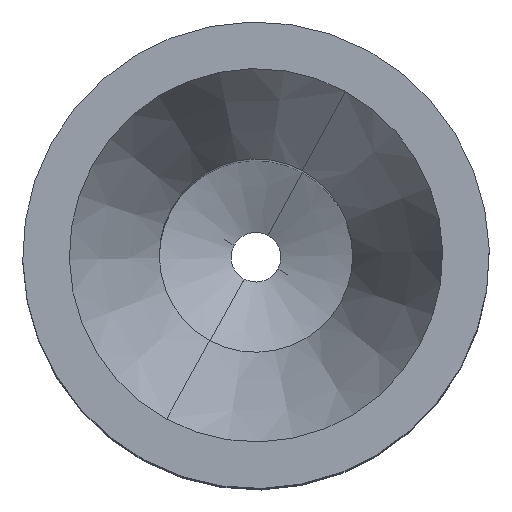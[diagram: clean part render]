
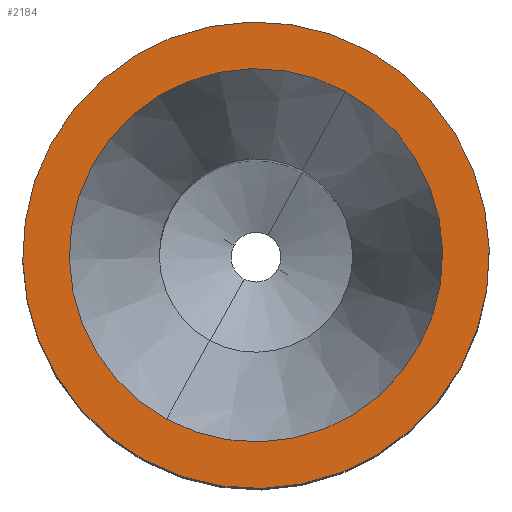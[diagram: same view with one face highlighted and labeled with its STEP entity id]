
A CAD part, top view. The second image highlights one B-rep face of the part: STEP entity #2184.
In plain terms, the highlighted planar face has unit normal (0, 0, 1).
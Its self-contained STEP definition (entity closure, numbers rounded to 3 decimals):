
#2061=AXIS2_PLACEMENT_3D('Circle Axis2P3D',#2059,#2060,$) ;
#2147=AXIS2_PLACEMENT_3D('Circle Axis2P3D',#2145,#2146,$) ;
#2160=AXIS2_PLACEMENT_3D('Plane Axis2P3D',#2157,#2158,#2159) ;
#2164=AXIS2_PLACEMENT_3D('Circle Axis2P3D',#2162,#2163,$) ;
#2173=AXIS2_PLACEMENT_3D('Circle Axis2P3D',#2171,#2172,$) ;
#2056=CARTESIAN_POINT('Vertex',(1.079,0.521,21.6)) ;
#2059=CARTESIAN_POINT('Axis2P3D Location',(1.75,1.75,21.6)) ;
#2063=CARTESIAN_POINT('Vertex',(2.421,2.979,21.6)) ;
#2145=CARTESIAN_POINT('Axis2P3D Location',(1.75,1.75,21.6)) ;
#2157=CARTESIAN_POINT('Axis2P3D Location',(1.75,3.15,21.6)) ;
#2162=CARTESIAN_POINT('Axis2P3D Location',(1.75,1.75,21.6)) ;
#2166=CARTESIAN_POINT('Vertex',(2.589,3.286,21.6)) ;
#2168=CARTESIAN_POINT('Vertex',(0.911,0.214,21.6)) ;
#2171=CARTESIAN_POINT('Axis2P3D Location',(1.75,1.75,21.6)) ;
#2060=DIRECTION('Axis2P3D Direction',(0.,0.,1.)) ;
#2146=DIRECTION('Axis2P3D Direction',(0.,-0.,1.)) ;
#2158=DIRECTION('Axis2P3D Direction',(0.,0.,-1.)) ;
#2159=DIRECTION('Axis2P3D XDirection',(1.,0.,0.)) ;
#2163=DIRECTION('Axis2P3D Direction',(0.,0.,-1.)) ;
#2172=DIRECTION('Axis2P3D Direction',(0.,0.,-1.)) ;
#2177=ORIENTED_EDGE('',*,*,#2170,.F.) ;
#2178=ORIENTED_EDGE('',*,*,#2175,.F.) ;
#2181=ORIENTED_EDGE('',*,*,#2149,.T.) ;
#2182=ORIENTED_EDGE('',*,*,#2065,.T.) ;
#2183=FACE_BOUND('',#2180,.T.) ;
#2184=ADVANCED_FACE('Hauptkoerper',(#2179,#2183),#2161,.F.) ;
#2062=CIRCLE('generated circle',#2061,1.4) ;
#2148=CIRCLE('generated circle',#2147,1.4) ;
#2165=CIRCLE('generated circle',#2164,1.75) ;
#2174=CIRCLE('generated circle',#2173,1.75) ;
#2065=EDGE_CURVE('',#2064,#2057,#2062,.F.) ;
#2149=EDGE_CURVE('',#2057,#2064,#2148,.F.) ;
#2170=EDGE_CURVE('',#2167,#2169,#2165,.T.) ;
#2175=EDGE_CURVE('',#2169,#2167,#2174,.T.) ;
#2176=EDGE_LOOP('',(#2177,#2178)) ;
#2180=EDGE_LOOP('',(#2181,#2182)) ;
#2179=FACE_OUTER_BOUND('',#2176,.T.) ;
#2161=PLANE('',#2160) ;
#2057=VERTEX_POINT('',#2056) ;
#2064=VERTEX_POINT('',#2063) ;
#2167=VERTEX_POINT('',#2166) ;
#2169=VERTEX_POINT('',#2168) ;
